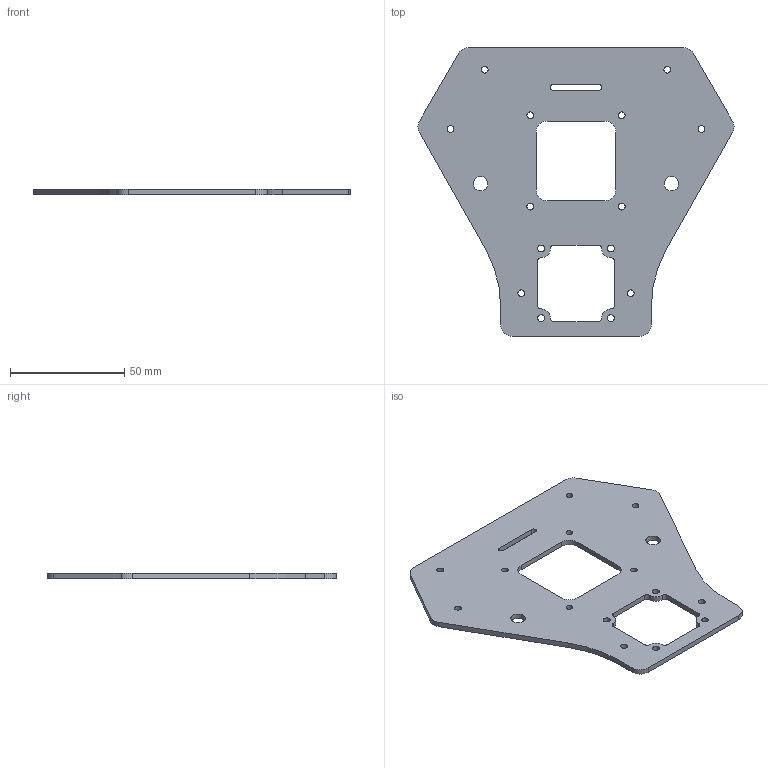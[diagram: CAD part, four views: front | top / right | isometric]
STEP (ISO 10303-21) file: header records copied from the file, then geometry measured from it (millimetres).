
FILE_DESCRIPTION(/* description */ (''),/* implementation_level */ '2;1');
FILE_NAME(/* name */ 'Top Plate.stp',/* time_stamp */ '2014-06-10T20:11:57-04:00',/* author */ (''),/* organization */ (''),/* preprocessor_version */ 'ST-DEVELOPER v11',/* originating_system */ 'SIEMENS PLM Software NX 7.5',/* authorisation */ '');
FILE_SCHEMA (('CONFIG_CONTROL_DESIGN'));
Length unit declared in the file: millimetre
Products named in the file (1): Gear4396z9pb
Bounding box: 138.48 x 126.5 x 2.39 mm (x, y, z)
Volume: 24410.9 mm3; surface area: 22632.2 mm2
Topology: 1 solids, 1 shells, 62 faces, 196 edges, 136 vertices
Faces by surface type: cylinder 42, plane 20
Full cylindrical faces by diameter (mm): 3 x14, 6.35 x2
Entity records: 2170 total; most frequent: DIRECTION 374, CARTESIAN_POINT 347, ORIENTED_EDGE 328, EDGE_CURVE 164, AXIS2_PLACEMENT_3D 147, VERTEX_POINT 120, EDGE_LOOP 116, CIRCLE 84
